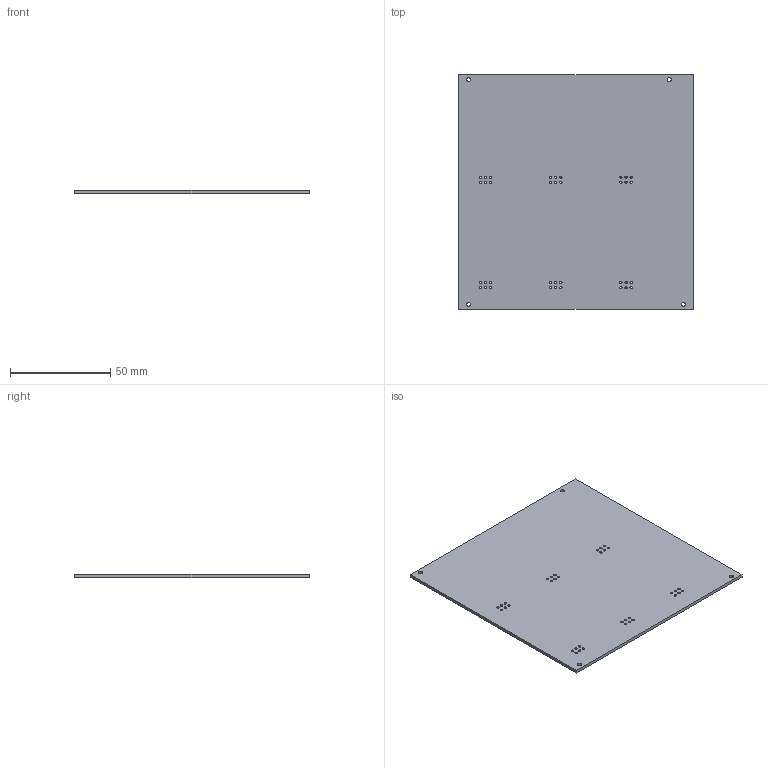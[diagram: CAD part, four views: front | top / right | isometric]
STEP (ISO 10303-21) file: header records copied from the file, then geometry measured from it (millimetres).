
FILE_DESCRIPTION(('KiCad electronic assembly'),'2;1');
FILE_NAME('keanu_panel_outline.step','2024-07-22T13:09:25',('Pcbnew'),( 'Kicad'),'Open CASCADE STEP processor 7.8','KiCad to STEP converter' ,'Unknown');
FILE_SCHEMA(('AUTOMOTIVE_DESIGN { 1 0 10303 214 1 1 1 1 }'));
Length unit declared in the file: millimetre
Products named in the file (122): keanu_panel_outline 1; keanu_outline_pad_1; keanu_outline_pad_2; keanu_outline_pad_3; keanu_outline_pad_4; keanu_outline_pad_5; keanu_outline_pad_6; keanu_outline_pad_7; keanu_outline_pad_8; keanu_outline_pad_9; keanu_outline_pad_10; keanu_outline_pad_11; keanu_outline_pad_12; keanu_outline_pad_13; keanu_outline_pad_14; keanu_outline_pad_15; keanu_outline_pad_16; keanu_outline_pad_17; keanu_outline_pad_18; keanu_outline_pad_19; keanu_outline_pad_20; keanu_outline_pad_21; keanu_outline_pad_22; keanu_outline_pad_23; keanu_outline_pad_24; keanu_outline_pad_25; keanu_outline_pad_26; keanu_outline_pad_27; keanu_outline_pad_28; keanu_outline_pad_29; keanu_outline_pad_30; keanu_outline_pad_31; keanu_outline_pad_32; keanu_outline_pad_33; keanu_outline_pad_34; keanu_outline_pad_35; keanu_outline_pad_36; keanu_outline_pad_37; keanu_outline_pad_38; keanu_outline_pad_39 ...
Assembly tree (121 placements, depth 2):
  keanu_panel_outline 1
    keanu_outline_pad_1
    keanu_outline_pad_2
    keanu_outline_pad_3
    keanu_outline_pad_4
    keanu_outline_pad_5
    keanu_outline_pad_6
    keanu_outline_pad_7
    keanu_outline_pad_8
    keanu_outline_pad_9
    keanu_outline_pad_10
    keanu_outline_pad_11
    keanu_outline_pad_12
    keanu_outline_pad_13
    keanu_outline_pad_14
    keanu_outline_pad_15
    keanu_outline_pad_16
    keanu_outline_pad_17
    keanu_outline_pad_18
    keanu_outline_pad_19
    keanu_outline_pad_20
    keanu_outline_pad_21
    keanu_outline_pad_22
    keanu_outline_pad_23
    keanu_outline_pad_24
    keanu_outline_pad_25
    keanu_outline_pad_26
    keanu_outline_pad_27
    keanu_outline_pad_28
    keanu_outline_pad_29
    keanu_outline_pad_30
    keanu_outline_pad_31
    keanu_outline_pad_32
    keanu_outline_pad_33
    keanu_outline_pad_34
    keanu_outline_pad_35
    keanu_outline_pad_36
    keanu_outline_pad_37
    keanu_outline_pad_38
    keanu_outline_pad_39
    keanu_outline_pad_40
    keanu_outline_pad_41
    keanu_outline_pad_42
    keanu_outline_pad_43
    keanu_outline_pad_44
    keanu_outline_pad_45
    keanu_outline_pad_46
    keanu_outline_pad_47
    keanu_outline_pad_48
    keanu_outline_pad_49
    keanu_outline_pad_50
    keanu_outline_pad_51
    keanu_outline_pad_52
    keanu_outline_pad_53
    keanu_outline_pad_54
    keanu_outline_pad_55
    keanu_outline_pad_56
    keanu_outline_pad_57
    keanu_outline_pad_58
    keanu_outline_pad_59
Bounding box: 116.81 x 116.81 x 1.67 mm (x, y, z)
Volume: 21756.9 mm3; surface area: 28738.9 mm2
Topology: 121 solids, 121 shells, 526 faces, 852 edges, 568 vertices
Faces by surface type: cylinder 280, plane 246
Full cylindrical faces by diameter (mm): 1.1 x108, 1.15 x144, 2 x12, 2.05 x16
Entity records: 15914 total; most frequent: DIRECTION 2708, CARTESIAN_POINT 2068, ORIENTED_EDGE 1704, AXIS2_PLACEMENT_3D 1208, EDGE_CURVE 852, FACE_BOUND 846, EDGE_LOOP 846, VERTEX_POINT 568
